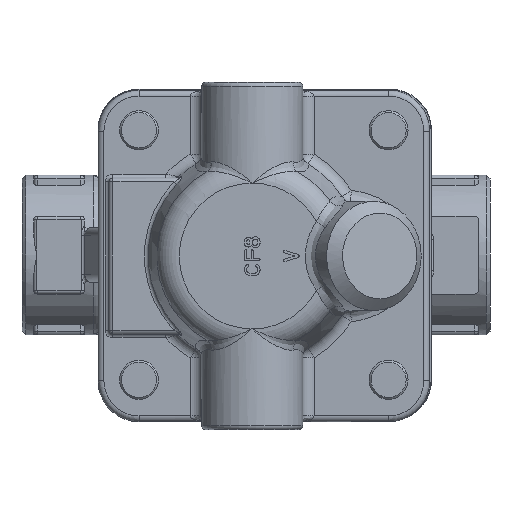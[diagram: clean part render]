
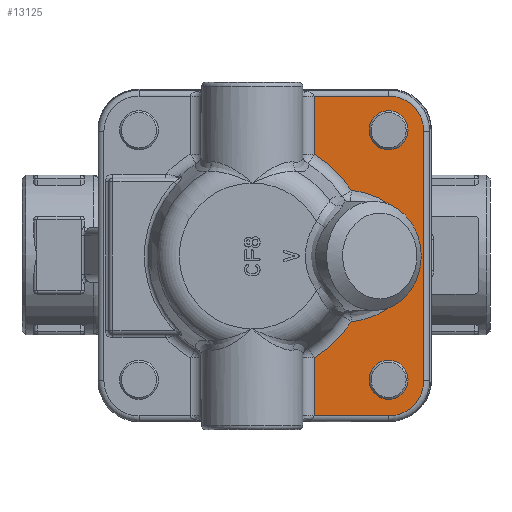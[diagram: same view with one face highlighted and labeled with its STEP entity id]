
A CAD part, front view. The second image highlights one B-rep face of the part: STEP entity #13125.
In plain terms, the highlighted planar face has unit normal (0, -1, 0).
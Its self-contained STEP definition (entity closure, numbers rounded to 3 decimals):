
#834=(
BOUNDED_CURVE()
B_SPLINE_CURVE(3,(#30408,#30409,#30410,#30411,#30412,#30413,#30414,#30415,
#30416,#30417,#30418,#30419,#30420,#30421,#30422,#30423,#30424,#30425,#30426,
#30427,#30428,#30429,#30430,#30431,#30432,#30433,#30434,#30435,#30436,#30437,
#30438,#30439,#30440,#30441),.UNSPECIFIED.,.F.,.F.)
B_SPLINE_CURVE_WITH_KNOTS((4,2,2,2,2,2,2,2,2,2,2,2,2,2,2,2,4),(0.,0.063,
0.125,0.188,0.25,0.313,0.375,0.438,0.5,0.563,0.625,0.688,0.75,0.813,
0.875,0.938,1.),.UNSPECIFIED.)
CURVE()
GEOMETRIC_REPRESENTATION_ITEM()
RATIONAL_B_SPLINE_CURVE((1.,1.,1.,1.,1.,1.,1.,1.,1.,1.,1.,1.,1.,1.,1.,1.,
1.,1.,1.,1.,1.,1.,1.,1.,1.,1.,1.,1.,1.,1.,1.,1.,1.,1.))
REPRESENTATION_ITEM('')
);
#1790=LINE('',#30303,#2536);
#1791=LINE('',#30445,#2537);
#1794=LINE('',#30463,#2540);
#1799=LINE('',#30481,#2545);
#1802=LINE('',#30501,#2548);
#2536=VECTOR('',#17945,10.);
#2537=VECTOR('',#17956,10.);
#2540=VECTOR('',#17977,10.);
#2545=VECTOR('',#18000,10.);
#2548=VECTOR('',#18025,10.);
#2637=FACE_BOUND('',#4282,.T.);
#2638=FACE_BOUND('',#4283,.T.);
#3446=FACE_OUTER_BOUND('',#4281,.T.);
#4281=EDGE_LOOP('',(#12027,#12028,#12029,#12030,#12031,#12032,#12033,#12034,
#12035,#12036));
#4282=EDGE_LOOP('',(#12037));
#4283=EDGE_LOOP('',(#12038));
#4774=CIRCLE('',#14195,5.);
#4775=CIRCLE('',#14197,5.);
#4925=CIRCLE('',#14495,30.546);
#4926=CIRCLE('',#14497,30.546);
#4930=CIRCLE('',#14505,9.);
#4934=CIRCLE('',#14511,9.);
#5823=VERTEX_POINT('',#26918);
#5824=VERTEX_POINT('',#26922);
#6102=VERTEX_POINT('',#29780);
#6103=VERTEX_POINT('',#29784);
#6105=VERTEX_POINT('',#29843);
#6106=VERTEX_POINT('',#29847);
#6114=VERTEX_POINT('',#30037);
#6117=VERTEX_POINT('',#30204);
#6120=VERTEX_POINT('',#30452);
#6122=VERTEX_POINT('',#30456);
#6123=VERTEX_POINT('',#30460);
#6126=VERTEX_POINT('',#30468);
#7595=EDGE_CURVE('',#5823,#5823,#4774,.T.);
#7597=EDGE_CURVE('',#5824,#5824,#4775,.T.);
#8059=EDGE_CURVE('',#6114,#6102,#1790,.T.);
#8060=EDGE_CURVE('',#6102,#6103,#4925,.T.);
#8061=EDGE_CURVE('',#6103,#6105,#834,.T.);
#8062=EDGE_CURVE('',#6105,#6106,#4926,.T.);
#8063=EDGE_CURVE('',#6106,#6117,#1791,.T.);
#8069=EDGE_CURVE('',#6120,#6122,#4930,.T.);
#8071=EDGE_CURVE('',#6122,#6123,#1794,.T.);
#8075=EDGE_CURVE('',#6123,#6126,#4934,.T.);
#8081=EDGE_CURVE('',#6126,#6114,#1799,.T.);
#8091=EDGE_CURVE('',#6117,#6120,#1802,.T.);
#12027=ORIENTED_EDGE('',*,*,#8071,.T.);
#12028=ORIENTED_EDGE('',*,*,#8075,.T.);
#12029=ORIENTED_EDGE('',*,*,#8081,.T.);
#12030=ORIENTED_EDGE('',*,*,#8059,.T.);
#12031=ORIENTED_EDGE('',*,*,#8060,.T.);
#12032=ORIENTED_EDGE('',*,*,#8061,.T.);
#12033=ORIENTED_EDGE('',*,*,#8062,.T.);
#12034=ORIENTED_EDGE('',*,*,#8063,.T.);
#12035=ORIENTED_EDGE('',*,*,#8091,.T.);
#12036=ORIENTED_EDGE('',*,*,#8069,.T.);
#12037=ORIENTED_EDGE('',*,*,#7597,.F.);
#12038=ORIENTED_EDGE('',*,*,#7595,.F.);
#12316=PLANE('',#14543);
#13125=ADVANCED_FACE('',(#3446,#2637,#2638),#12316,.T.);
#14195=AXIS2_PLACEMENT_3D('',#26919,#17091,#17092);
#14197=AXIS2_PLACEMENT_3D('',#26923,#17096,#17097);
#14495=AXIS2_PLACEMENT_3D('',#30305,#17948,#17949);
#14497=AXIS2_PLACEMENT_3D('',#30443,#17952,#17953);
#14505=AXIS2_PLACEMENT_3D('',#30458,#17971,#17972);
#14511=AXIS2_PLACEMENT_3D('',#30470,#17985,#17986);
#14543=AXIS2_PLACEMENT_3D('',#30534,#18069,#18070);
#17091=DIRECTION('center_axis',(0.,-1.,0.));
#17092=DIRECTION('ref_axis',(-1.,0.,0.));
#17096=DIRECTION('center_axis',(0.,-1.,0.));
#17097=DIRECTION('ref_axis',(-1.,0.,0.));
#17945=DIRECTION('',(0.,0.,-1.));
#17948=DIRECTION('center_axis',(0.,1.,0.));
#17949=DIRECTION('ref_axis',(0.834,0.,0.552));
#17952=DIRECTION('center_axis',(0.,1.,0.));
#17953=DIRECTION('ref_axis',(0.52,0.,-0.854));
#17956=DIRECTION('',(0.,0.,-1.));
#17971=DIRECTION('center_axis',(0.,-1.,0.));
#17972=DIRECTION('ref_axis',(1.,0.,0.));
#17977=DIRECTION('',(0.,0.,1.));
#17985=DIRECTION('center_axis',(0.,-1.,0.));
#17986=DIRECTION('ref_axis',(0.,0.,1.));
#18000=DIRECTION('',(-1.,0.,0.));
#18025=DIRECTION('',(1.,0.,0.));
#18069=DIRECTION('center_axis',(0.,-1.,0.));
#18070=DIRECTION('ref_axis',(0.,0.,1.));
#26918=CARTESIAN_POINT('',(30.632,-39.666,-31.966));
#26919=CARTESIAN_POINT('Origin',(25.632,-39.666,-31.966));
#26922=CARTESIAN_POINT('',(30.632,-39.666,32.027));
#26923=CARTESIAN_POINT('Origin',(25.632,-39.666,32.027));
#29780=CARTESIAN_POINT('',(6.51,-39.666,25.876));
#29784=CARTESIAN_POINT('',(16.112,-39.666,16.631));
#29843=CARTESIAN_POINT('',(16.112,-39.666,-17.074));
#29847=CARTESIAN_POINT('',(6.51,-39.666,-26.319));
#30037=CARTESIAN_POINT('',(6.51,-39.666,40.779));
#30204=CARTESIAN_POINT('',(6.51,-39.666,-41.221));
#30303=CARTESIAN_POINT('',(6.51,-39.666,40.779));
#30305=CARTESIAN_POINT('Origin',(-9.364,-39.666,-0.221));
#30408=CARTESIAN_POINT('Ctrl Pts',(16.112,-39.666,16.631));
#30409=CARTESIAN_POINT('Ctrl Pts',(17.279,-39.666,16.497));
#30410=CARTESIAN_POINT('Ctrl Pts',(18.432,-39.666,16.272));
#30411=CARTESIAN_POINT('Ctrl Pts',(20.672,-39.666,15.647));
#30412=CARTESIAN_POINT('Ctrl Pts',(21.76,-39.666,15.247));
#30413=CARTESIAN_POINT('Ctrl Pts',(23.835,-39.666,14.285));
#30414=CARTESIAN_POINT('Ctrl Pts',(24.823,-39.666,13.723));
#30415=CARTESIAN_POINT('Ctrl Pts',(26.666,-39.666,12.454));
#30416=CARTESIAN_POINT('Ctrl Pts',(27.521,-39.666,11.748));
#30417=CARTESIAN_POINT('Ctrl Pts',(29.073,-39.666,10.215));
#30418=CARTESIAN_POINT('Ctrl Pts',(29.768,-39.666,9.388));
#30419=CARTESIAN_POINT('Ctrl Pts',(30.978,-39.666,7.639));
#30420=CARTESIAN_POINT('Ctrl Pts',(31.492,-39.666,6.717));
#30421=CARTESIAN_POINT('Ctrl Pts',(32.32,-39.666,4.809));
#30422=CARTESIAN_POINT('Ctrl Pts',(32.635,-39.666,3.823));
#30423=CARTESIAN_POINT('Ctrl Pts',(33.056,-39.666,1.817));
#30424=CARTESIAN_POINT('Ctrl Pts',(33.162,-39.666,0.798));
#30425=CARTESIAN_POINT('Ctrl Pts',(33.162,-39.666,-1.241));
#30426=CARTESIAN_POINT('Ctrl Pts',(33.056,-39.666,-2.26));
#30427=CARTESIAN_POINT('Ctrl Pts',(32.635,-39.666,-4.266));
#30428=CARTESIAN_POINT('Ctrl Pts',(32.32,-39.666,-5.252));
#30429=CARTESIAN_POINT('Ctrl Pts',(31.492,-39.666,-7.16));
#30430=CARTESIAN_POINT('Ctrl Pts',(30.978,-39.666,-8.082));
#30431=CARTESIAN_POINT('Ctrl Pts',(29.768,-39.666,-9.831));
#30432=CARTESIAN_POINT('Ctrl Pts',(29.073,-39.666,-10.658));
#30433=CARTESIAN_POINT('Ctrl Pts',(27.521,-39.666,-12.191));
#30434=CARTESIAN_POINT('Ctrl Pts',(26.666,-39.666,-12.897));
#30435=CARTESIAN_POINT('Ctrl Pts',(24.823,-39.666,-14.165));
#30436=CARTESIAN_POINT('Ctrl Pts',(23.835,-39.666,-14.728));
#30437=CARTESIAN_POINT('Ctrl Pts',(21.76,-39.666,-15.69));
#30438=CARTESIAN_POINT('Ctrl Pts',(20.672,-39.666,-16.09));
#30439=CARTESIAN_POINT('Ctrl Pts',(18.432,-39.666,-16.715));
#30440=CARTESIAN_POINT('Ctrl Pts',(17.279,-39.666,-16.94));
#30441=CARTESIAN_POINT('Ctrl Pts',(16.112,-39.666,-17.074));
#30443=CARTESIAN_POINT('Origin',(-9.364,-39.666,-0.221));
#30445=CARTESIAN_POINT('',(6.51,-39.666,-26.319));
#30452=CARTESIAN_POINT('',(25.636,-39.666,-41.221));
#30456=CARTESIAN_POINT('',(34.636,-39.666,-32.221));
#30458=CARTESIAN_POINT('Origin',(25.636,-39.666,-32.221));
#30460=CARTESIAN_POINT('',(34.636,-39.666,31.779));
#30463=CARTESIAN_POINT('',(34.636,-39.666,-32.221));
#30468=CARTESIAN_POINT('',(25.636,-39.666,40.779));
#30470=CARTESIAN_POINT('Origin',(25.636,-39.666,31.779));
#30481=CARTESIAN_POINT('',(25.636,-39.666,40.779));
#30501=CARTESIAN_POINT('',(6.51,-39.666,-41.221));
#30534=CARTESIAN_POINT('Origin',(34.636,-39.666,-0.221));
